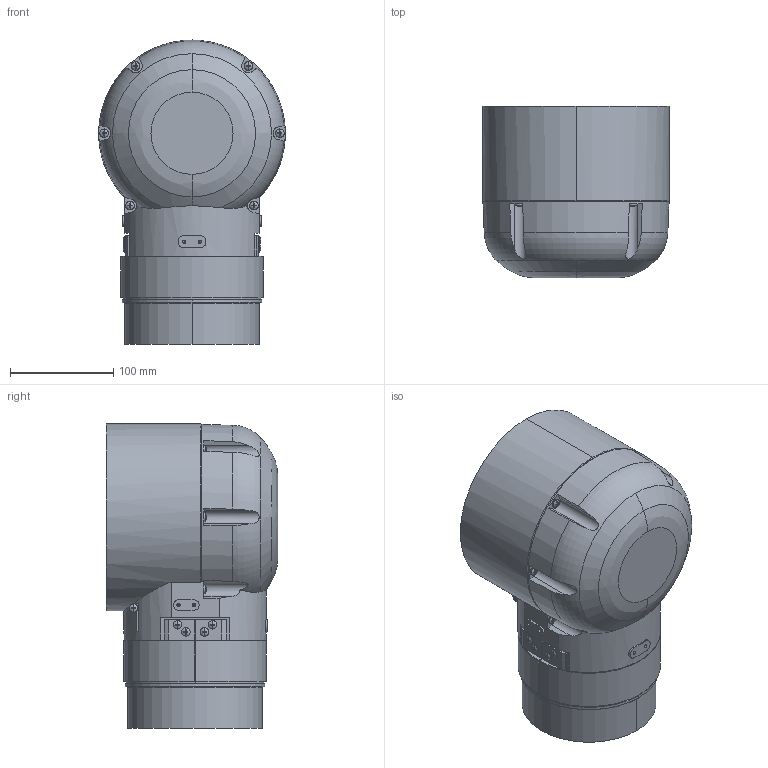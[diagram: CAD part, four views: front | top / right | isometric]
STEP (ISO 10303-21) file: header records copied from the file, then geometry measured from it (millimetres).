
FILE_DESCRIPTION((''),'2;1');
FILE_NAME('N6_A1000S_SR_J3','2019-08-25T20:30:14',('arco0'),(''),'CREO PARAMETRIC BY PTC INC, 2018420','CREO PARAMETRIC BY PTC INC, 2018420','');
FILE_SCHEMA(('AUTOMOTIVE_DESIGN { 1 0 10303 214 1 1 1 1 }'));
Length unit declared in the file: millimetre
Products named in the file (1): N6_A1000S_SR_J3
Bounding box: 180.6 x 166 x 294.3 mm (x, y, z)
Volume: 3826836 mm3; surface area: 241328.7 mm2
Topology: 1 solids, 1 shells, 513 faces, 1378 edges, 886 vertices
Faces by surface type: plane 293, cylinder 144, sphere 32, cone 23, torus 17, bspline 4
Entity records: 20759 total; most frequent: CARTESIAN_POINT 3526, DIRECTION 2812, ORIENTED_EDGE 2732, PRESENTATION_STYLE_ASSIGNMENT 1367, STYLED_ITEM 1367, CURVE_STYLE 1366, EDGE_CURVE 1366, AXIS2_PLACEMENT_3D 1059
